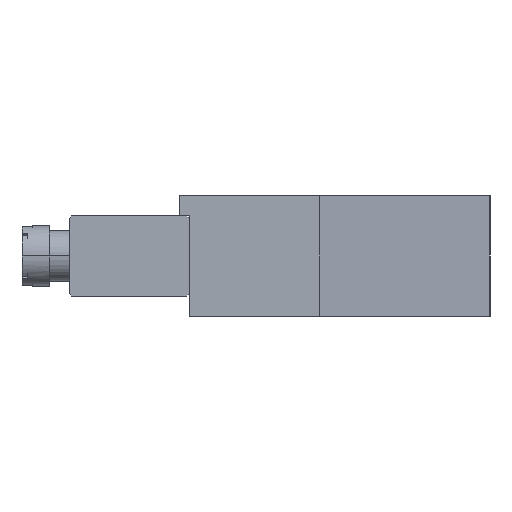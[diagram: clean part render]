
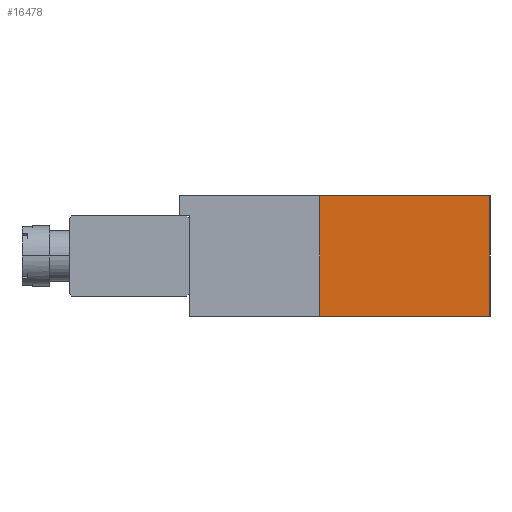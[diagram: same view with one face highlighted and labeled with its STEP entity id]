
A CAD part, left-side view. The second image highlights one B-rep face of the part: STEP entity #16478.
In plain terms, the highlighted planar face has unit normal (-0.62, -0.784, 0).
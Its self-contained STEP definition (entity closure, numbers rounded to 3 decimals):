
#2273 = CARTESIAN_POINT ( 'NONE',  ( -21.5, -30., 0. ) ) ;
#2543 = CARTESIAN_POINT ( 'NONE',  ( -21.5, -30., 0. ) ) ;
#3149 = LINE ( 'NONE', #18722, #16123 ) ;
#3414 = DIRECTION ( 'NONE',  ( 0., 0., 1. ) ) ;
#4061 = VERTEX_POINT ( 'NONE', #2273 ) ;
#4194 = DIRECTION ( 'NONE',  ( 0., 0., 1. ) ) ;
#4304 = LINE ( 'NONE', #2543, #16504 ) ;
#4966 = CARTESIAN_POINT ( 'NONE',  ( -43., -13., 0. ) ) ;
#5866 = ORIENTED_EDGE ( 'NONE', *, *, #13977, .F. ) ;
#7096 = DIRECTION ( 'NONE',  ( -0.62, -0.784, 0. ) ) ;
#7669 = LINE ( 'NONE', #17954, #19833 ) ;
#8423 = EDGE_CURVE ( 'NONE', #29371, #31166, #7669, .T. ) ;
#11233 = CARTESIAN_POINT ( 'NONE',  ( -21.5, -30., -12. ) ) ;
#12137 = EDGE_LOOP ( 'NONE', ( #5866, #18808, #13156, #19593 ) ) ;
#12913 = CARTESIAN_POINT ( 'NONE',  ( -43., -13., -12. ) ) ;
#13156 = ORIENTED_EDGE ( 'NONE', *, *, #15605, .T. ) ;
#13977 = EDGE_CURVE ( 'NONE', #31166, #4061, #4304, .T. ) ;
#13999 = LINE ( 'NONE', #11233, #26099 ) ;
#14170 = PLANE ( 'NONE',  #15295 ) ;
#15295 = AXIS2_PLACEMENT_3D ( 'NONE', #21612, #7096, #24052 ) ;
#15605 = EDGE_CURVE ( 'NONE', #29371, #23791, #13999, .T. ) ;
#16123 = VECTOR ( 'NONE', #4194, 1000. ) ;
#16478 = ADVANCED_FACE ( 'NONE', ( #25266 ), #14170, .T. ) ;
#16504 = VECTOR ( 'NONE', #26864, 1000. ) ;
#17954 = CARTESIAN_POINT ( 'NONE',  ( -43., -13., -12. ) ) ;
#18536 = DIRECTION ( 'NONE',  ( 0.784, -0.62, 0. ) ) ;
#18722 = CARTESIAN_POINT ( 'NONE',  ( -21.5, -30., -12. ) ) ;
#18808 = ORIENTED_EDGE ( 'NONE', *, *, #8423, .F. ) ;
#19593 = ORIENTED_EDGE ( 'NONE', *, *, #27578, .T. ) ;
#19833 = VECTOR ( 'NONE', #3414, 1000. ) ;
#21612 = CARTESIAN_POINT ( 'NONE',  ( -21.5, -30., -12. ) ) ;
#23791 = VERTEX_POINT ( 'NONE', #25560 ) ;
#24052 = DIRECTION ( 'NONE',  ( 0.784, -0.62, 0. ) ) ;
#25266 = FACE_OUTER_BOUND ( 'NONE', #12137, .T. ) ;
#25560 = CARTESIAN_POINT ( 'NONE',  ( -21.5, -30., -12. ) ) ;
#26099 = VECTOR ( 'NONE', #18536, 1000. ) ;
#26864 = DIRECTION ( 'NONE',  ( 0.784, -0.62, 0. ) ) ;
#27578 = EDGE_CURVE ( 'NONE', #23791, #4061, #3149, .T. ) ;
#29371 = VERTEX_POINT ( 'NONE', #12913 ) ;
#31166 = VERTEX_POINT ( 'NONE', #4966 ) ;
